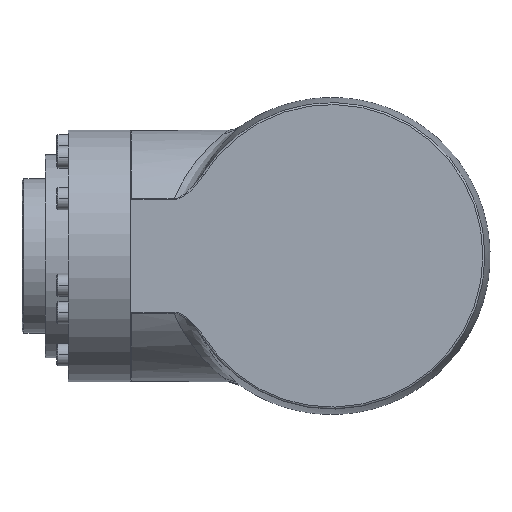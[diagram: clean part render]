
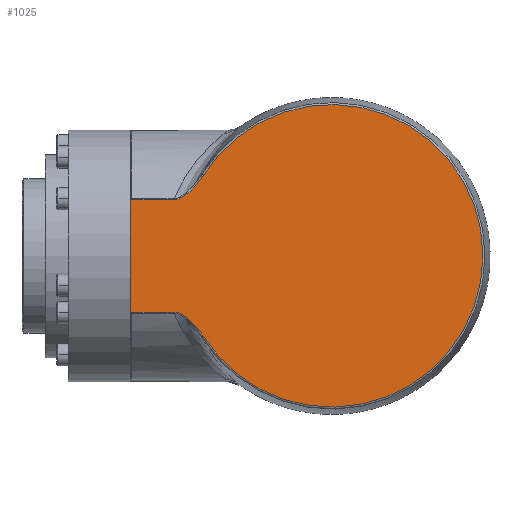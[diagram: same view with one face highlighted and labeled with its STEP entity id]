
A CAD part, top view. The second image highlights one B-rep face of the part: STEP entity #1025.
In plain terms, the highlighted planar face has unit normal (0, 0, 1).
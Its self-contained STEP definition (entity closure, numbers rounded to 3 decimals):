
#209=PLANE('',#7547);
#313=VECTOR('',#6522,28.446);
#314=VECTOR('',#6523,11.163);
#315=VECTOR('',#6524,11.163);
#635=LINE('',#5352,#313);
#636=LINE('',#5360,#314);
#637=LINE('',#5362,#315);
#1025=ADVANCED_FACE('3',(#1253),#209,.T.);
#1253=FACE_OUTER_BOUND('',#3560,.T.);
#1475=CIRCLE('',#7535,39.095);
#1688=ORIENTED_EDGE('',*,*,#2688,.F.);
#1689=ORIENTED_EDGE('',*,*,#2689,.T.);
#1690=ORIENTED_EDGE('',*,*,#2690,.T.);
#1691=ORIENTED_EDGE('',*,*,#2687,.T.);
#1692=ORIENTED_EDGE('',*,*,#2663,.T.);
#1693=ORIENTED_EDGE('',*,*,#2675,.T.);
#1694=ORIENTED_EDGE('',*,*,#2691,.T.);
#1695=ORIENTED_EDGE('',*,*,#2692,.F.);
#2663=EDGE_CURVE('12',#3238,#3239,#1475,.T.);
#2675=EDGE_CURVE('11',#3239,#3247,#3173,.T.);
#2687=EDGE_CURVE('13',#3255,#3238,#3178,.T.);
#2688=EDGE_CURVE('16',#3256,#3257,#635,.T.);
#2689=EDGE_CURVE('15',#3256,#3258,#3179,.T.);
#2690=EDGE_CURVE('14',#3258,#3255,#636,.T.);
#2691=EDGE_CURVE('10',#3247,#3259,#637,.T.);
#2692=EDGE_CURVE('9',#3257,#3259,#3180,.T.);
#3173=B_SPLINE_CURVE_WITH_KNOTS('',3,(#5197,#5198,#5199,#5200,#5201,#5202,
#5203,#5204,#5205,#5206,#5207,#5208),.UNSPECIFIED.,.F.,.U.,(4,1,1,1,1,1,
1,1,1,4),(0.,0.111,0.222,0.333,0.444,
0.556,0.667,0.778,0.889,
1.),.UNSPECIFIED.);
#3178=B_SPLINE_CURVE_WITH_KNOTS('',3,(#5337,#5338,#5339,#5340,#5341,#5342,
#5343,#5344,#5345,#5346,#5347,#5348),.UNSPECIFIED.,.F.,.U.,(4,1,1,1,1,1,
1,1,1,4),(0.,0.111,0.222,0.333,0.444,
0.556,0.667,0.778,0.889,
1.),.UNSPECIFIED.);
#3179=B_SPLINE_CURVE_WITH_KNOTS('',3,(#5354,#5355,#5356,#5357,#5358,#5359),
 .UNSPECIFIED.,.F.,.U.,(4,1,1,4),(0.,0.333,0.667,
1.),.UNSPECIFIED.);
#3180=B_SPLINE_CURVE_WITH_KNOTS('',3,(#5363,#5364,#5365,#5366,#5367,#5368),
 .UNSPECIFIED.,.F.,.U.,(4,1,1,4),(0.,0.333,0.667,
1.),.UNSPECIFIED.);
#3238=VERTEX_POINT('13',#4979);
#3239=VERTEX_POINT('14',#4981);
#3247=VERTEX_POINT('15',#5195);
#3255=VERTEX_POINT('12',#5335);
#3256=VERTEX_POINT('10',#5350);
#3257=VERTEX_POINT('9',#5351);
#3258=VERTEX_POINT('11',#5353);
#3259=VERTEX_POINT('16',#5361);
#3560=EDGE_LOOP('',(#1688,#1689,#1690,#1691,#1692,#1693,#1694,#1695));
#4979=CARTESIAN_POINT('',(-33.084,-20.829,29.));
#4981=CARTESIAN_POINT('',(-33.084,20.829,29.));
#4983=CARTESIAN_POINT('',(0.,0.,29.));
#5195=CARTESIAN_POINT('',(-40.691,14.552,29.));
#5197=CARTESIAN_POINT('',(-33.084,20.829,29.));
#5198=CARTESIAN_POINT('',(-33.401,20.325,29.));
#5199=CARTESIAN_POINT('',(-34.049,19.399,29.));
#5200=CARTESIAN_POINT('',(-35.003,18.233,29.));
#5201=CARTESIAN_POINT('',(-35.93,17.248,29.));
#5202=CARTESIAN_POINT('',(-36.824,16.423,29.));
#5203=CARTESIAN_POINT('',(-37.682,15.747,29.));
#5204=CARTESIAN_POINT('',(-38.504,15.216,29.));
#5205=CARTESIAN_POINT('',(-39.288,14.832,29.));
#5206=CARTESIAN_POINT('',(-40.029,14.6,29.));
#5207=CARTESIAN_POINT('',(-40.477,14.552,29.));
#5208=CARTESIAN_POINT('',(-40.691,14.552,29.));
#5335=CARTESIAN_POINT('',(-40.691,-14.552,29.));
#5337=CARTESIAN_POINT('',(-40.691,-14.552,29.));
#5338=CARTESIAN_POINT('',(-40.477,-14.552,29.));
#5339=CARTESIAN_POINT('',(-40.029,-14.6,29.));
#5340=CARTESIAN_POINT('',(-39.288,-14.832,29.));
#5341=CARTESIAN_POINT('',(-38.504,-15.216,29.));
#5342=CARTESIAN_POINT('',(-37.682,-15.747,29.));
#5343=CARTESIAN_POINT('',(-36.824,-16.423,29.));
#5344=CARTESIAN_POINT('',(-35.93,-17.248,29.));
#5345=CARTESIAN_POINT('',(-35.003,-18.233,29.));
#5346=CARTESIAN_POINT('',(-34.049,-19.399,29.));
#5347=CARTESIAN_POINT('',(-33.401,-20.325,29.));
#5348=CARTESIAN_POINT('',(-33.084,-20.829,29.));
#5349=CARTESIAN_POINT('',(60.414,59.75,29.));
#5350=CARTESIAN_POINT('',(-52.,-14.223,29.));
#5351=CARTESIAN_POINT('',(-52.,14.223,29.));
#5352=CARTESIAN_POINT('',(-52.,-14.223,29.));
#5353=CARTESIAN_POINT('',(-51.854,-14.552,29.));
#5354=CARTESIAN_POINT('',(-52.,-14.223,29.));
#5355=CARTESIAN_POINT('',(-51.984,-14.259,29.));
#5356=CARTESIAN_POINT('',(-51.952,-14.332,29.));
#5357=CARTESIAN_POINT('',(-51.903,-14.442,29.));
#5358=CARTESIAN_POINT('',(-51.87,-14.515,29.));
#5359=CARTESIAN_POINT('',(-51.854,-14.552,29.));
#5360=CARTESIAN_POINT('',(-51.854,-14.552,29.));
#5361=CARTESIAN_POINT('',(-51.854,14.552,29.));
#5362=CARTESIAN_POINT('',(-40.691,14.552,29.));
#5363=CARTESIAN_POINT('',(-52.,14.223,29.));
#5364=CARTESIAN_POINT('',(-51.984,14.259,29.));
#5365=CARTESIAN_POINT('',(-51.952,14.332,29.));
#5366=CARTESIAN_POINT('',(-51.903,14.442,29.));
#5367=CARTESIAN_POINT('',(-51.87,14.515,29.));
#5368=CARTESIAN_POINT('',(-51.854,14.552,29.));
#6490=DIRECTION('',(-0.846,-0.533,0.));
#6491=DIRECTION('',(0.,0.,1.));
#6520=DIRECTION('',(-1.,0.,0.));
#6521=DIRECTION('',(0.,0.,1.));
#6522=DIRECTION('',(0.,1.,0.));
#6523=DIRECTION('',(1.,0.,0.));
#6524=DIRECTION('',(-1.,0.,0.));
#7535=AXIS2_PLACEMENT_3D('',#4983,#6491,#6490);
#7547=AXIS2_PLACEMENT_3D('',#5349,#6521,#6520);
